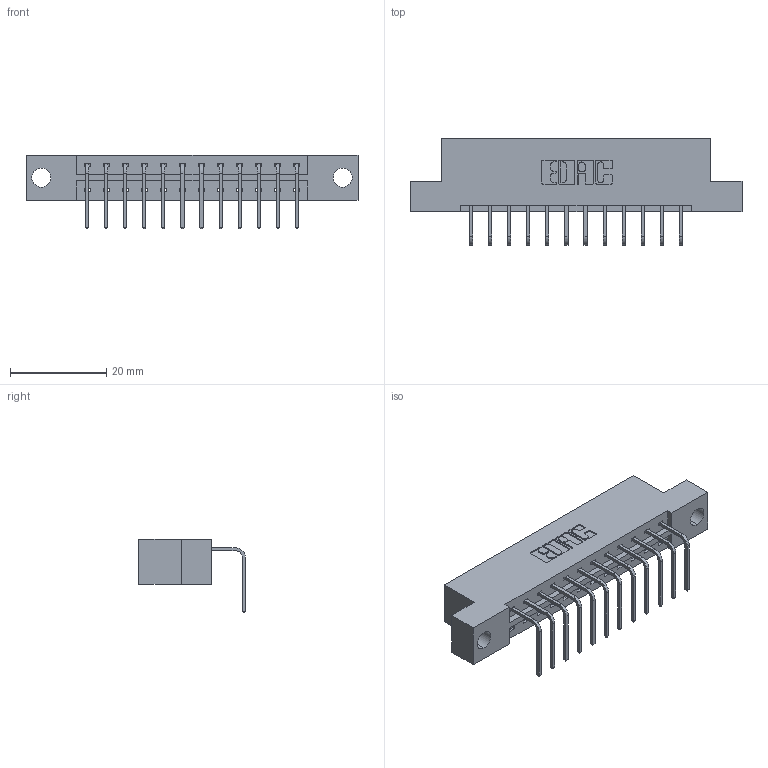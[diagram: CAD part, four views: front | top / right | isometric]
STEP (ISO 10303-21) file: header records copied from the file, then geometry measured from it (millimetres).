
FILE_DESCRIPTION (( 'STEP AP203' ), '1' );
FILE_NAME ('333-012-558-104.STEP', '2018-08-01T00:49:40', ( '' ), ( '' ), 'SwSTEP 2.0', 'SolidWorks 2016', '' );
FILE_SCHEMA (( 'CONFIG_CONTROL_DESIGN' ));
Length unit declared in the file: inch
Products named in the file (3): 333-012-558-104; 333 Part_Flush - .156 Dia - TH; 345-292-001_558 Tail - 2
Assembly tree (13 placements, depth 2):
  333-012-558-104
    333 Part_Flush - .156 Dia - TH
    345-292-001_558 Tail - 2  x12
Bounding box: 69.09 x 22.17 x 15.37 mm (x, y, z)
Volume: 6646.3 mm3; surface area: 7035.4 mm2
Topology: 13 solids, 13 shells, 834 faces, 2495 edges, 1646 vertices
Faces by surface type: plane 598, cylinder 236
Entity records: 11303 total; most frequent: CARTESIAN_POINT 1962, ORIENTED_EDGE 1910, DIRECTION 1715, EDGE_CURVE 955, LINE 827, VECTOR 827, VERTEX_POINT 634, AXIS2_PLACEMENT_3D 444
